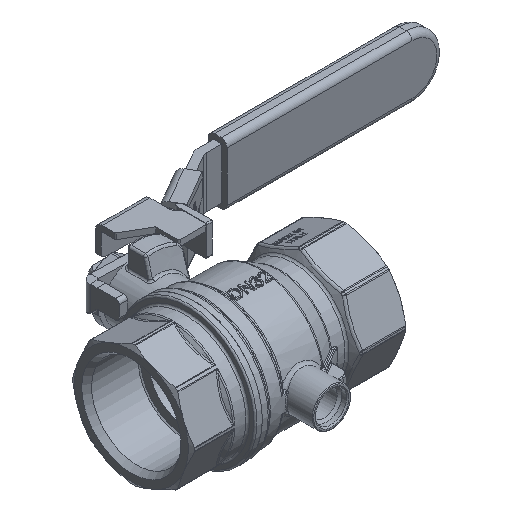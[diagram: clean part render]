
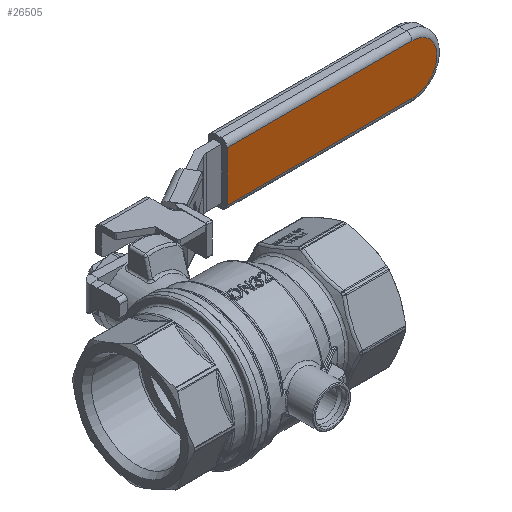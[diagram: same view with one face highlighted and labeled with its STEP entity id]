
A CAD part, isometric view. The second image highlights one B-rep face of the part: STEP entity #26505.
In plain terms, the highlighted face is planar.
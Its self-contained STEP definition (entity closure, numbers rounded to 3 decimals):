
#3021=LINE('',#55641,#5265);
#3022=LINE('',#55652,#5266);
#3024=LINE('',#55655,#5268);
#5265=VECTOR('',#34395,79.6);
#5266=VECTOR('',#34408,79.6);
#5268=VECTOR('',#34412,21.5);
#7889=FACE_OUTER_BOUND('',#9506,.T.);
#9506=EDGE_LOOP('',(#24016,#24017,#24018,#24019));
#10154=CIRCLE('',#28565,10.75);
#12608=VERTEX_POINT('',#55634);
#12611=VERTEX_POINT('',#55639);
#12613=VERTEX_POINT('',#55644);
#12615=VERTEX_POINT('',#55650);
#16420=EDGE_CURVE('',#12611,#12608,#3021,.T.);
#16422=EDGE_CURVE('',#12613,#12611,#10154,.T.);
#16425=EDGE_CURVE('',#12615,#12613,#3022,.T.);
#16427=EDGE_CURVE('',#12608,#12615,#3024,.T.);
#24016=ORIENTED_EDGE('',*,*,#16420,.F.);
#24017=ORIENTED_EDGE('',*,*,#16422,.F.);
#24018=ORIENTED_EDGE('',*,*,#16425,.F.);
#24019=ORIENTED_EDGE('',*,*,#16427,.F.);
#25052=PLANE('',#28569);
#26505=ADVANCED_FACE('',(#7889),#25052,.F.);
#28565=AXIS2_PLACEMENT_3D('',#55646,#34400,#34401);
#28569=AXIS2_PLACEMENT_3D('',#55654,#34410,#34411);
#34395=DIRECTION('',(-1.,0.,0.));
#34400=DIRECTION('center_axis',(0.,0.,1.));
#34401=DIRECTION('ref_axis',(1.,0.,0.));
#34408=DIRECTION('',(1.,0.,0.));
#34410=DIRECTION('center_axis',(0.,0.,1.));
#34411=DIRECTION('ref_axis',(1.,0.,0.));
#34412=DIRECTION('',(0.,-1.,0.));
#55634=CARTESIAN_POINT('',(-2.25,10.75,0.));
#55639=CARTESIAN_POINT('',(77.35,10.75,0.));
#55641=CARTESIAN_POINT('',(19.67,10.75,0.));
#55644=CARTESIAN_POINT('',(77.35,-10.75,0.));
#55646=CARTESIAN_POINT('Origin',(77.35,0.,0.));
#55650=CARTESIAN_POINT('',(-2.25,-10.75,0.));
#55652=CARTESIAN_POINT('',(59.47,-10.75,0.));
#55654=CARTESIAN_POINT('Origin',(41.591,0.,
0.));
#55655=CARTESIAN_POINT('',(-2.25,13.25,0.));
